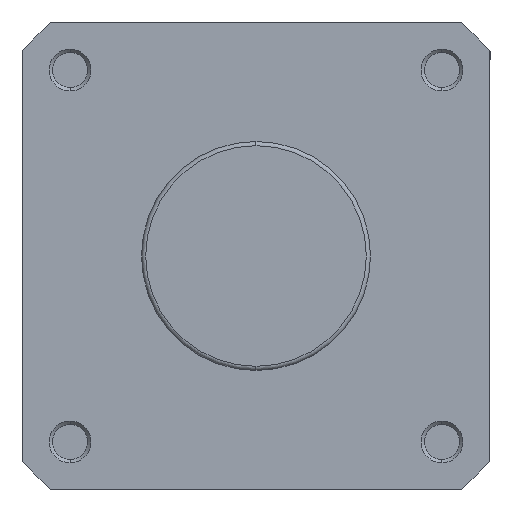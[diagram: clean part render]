
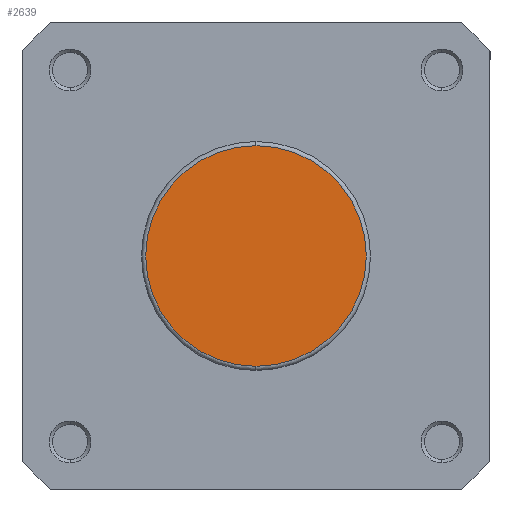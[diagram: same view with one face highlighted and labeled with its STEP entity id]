
A CAD part, left-side view. The second image highlights one B-rep face of the part: STEP entity #2639.
In plain terms, the highlighted planar face has unit normal (-1, 0, 0).
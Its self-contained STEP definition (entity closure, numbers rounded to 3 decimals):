
#253 = PLANE ( 'NONE',  #4586 ) ;
#254 = CARTESIAN_POINT ( 'NONE',  ( 0., 27.4, 0. ) ) ;
#263 = DIRECTION ( 'NONE',  ( 1., 0., 0. ) ) ;
#264 = DIRECTION ( 'NONE',  ( 0., 0., -1. ) ) ;
#1347 = CARTESIAN_POINT ( 'NONE',  ( 0., 0., 26.4 ) ) ;
#1445 = CARTESIAN_POINT ( 'NONE',  ( 0., 0., -26.4 ) ) ;
#1583 = CARTESIAN_POINT ( 'NONE',  ( 0., 0., 0. ) ) ;
#1584 = DIRECTION ( 'NONE',  ( -1., 0., 0. ) ) ;
#1585 = DIRECTION ( 'NONE',  ( 0., 0., -1. ) ) ;
#1720 = CARTESIAN_POINT ( 'NONE',  ( 0., 0., 0. ) ) ;
#1727 = DIRECTION ( 'NONE',  ( -1., 0., 0. ) ) ;
#1728 = DIRECTION ( 'NONE',  ( 0., 0., -1. ) ) ;
#1987 = EDGE_LOOP ( 'NONE', ( #3581, #3630 ) ) ;
#2277 = CIRCLE ( 'NONE', #4763, 26.4 ) ;
#2639 = ADVANCED_FACE ( 'NONE', ( #5095 ), #253, .F. ) ;
#3581 = ORIENTED_EDGE ( 'NONE', *, *, #4366, .T. ) ;
#3630 = ORIENTED_EDGE ( 'NONE', *, *, #4309, .T. ) ;
#3785 = VERTEX_POINT ( 'NONE', #1347 ) ;
#4041 = VERTEX_POINT ( 'NONE', #1445 ) ;
#4309 = EDGE_CURVE ( 'NONE', #3785, #4041, #5797, .T. ) ;
#4366 = EDGE_CURVE ( 'NONE', #4041, #3785, #2277, .T. ) ;
#4586 = AXIS2_PLACEMENT_3D ( 'NONE', #254, #263, #264 ) ;
#4738 = AXIS2_PLACEMENT_3D ( 'NONE', #1583, #1584, #1585 ) ;
#4763 = AXIS2_PLACEMENT_3D ( 'NONE', #1720, #1727, #1728 ) ;
#5095 = FACE_OUTER_BOUND ( 'NONE', #1987, .T. ) ;
#5797 = CIRCLE ( 'NONE', #4738, 26.4 ) ;
